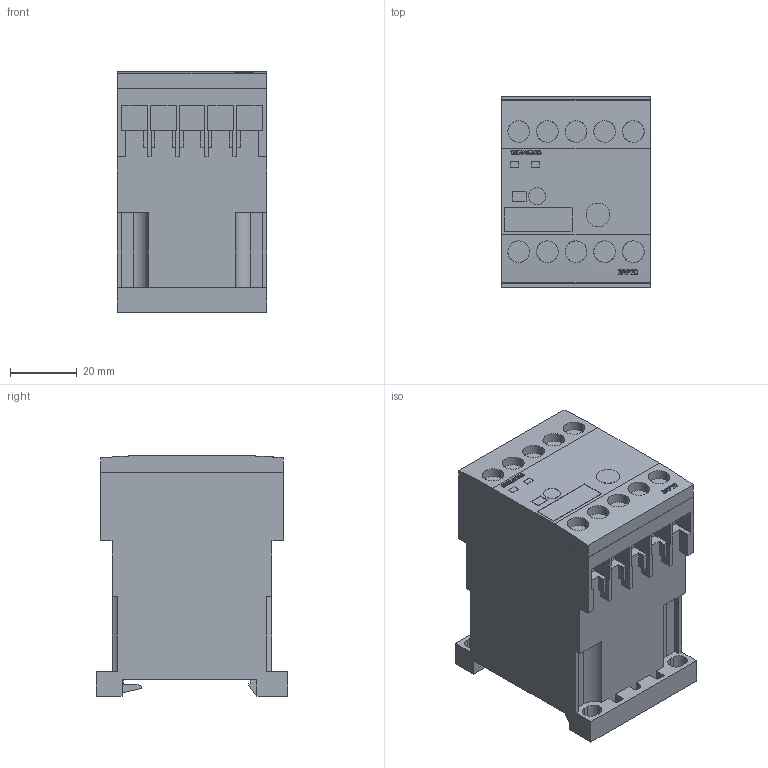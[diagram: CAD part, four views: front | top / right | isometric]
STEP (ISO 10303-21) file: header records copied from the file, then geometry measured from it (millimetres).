
FILE_DESCRIPTION (( 'STEP AP214' ), '1' );
FILE_NAME ('3RP2025_SA.STEP', '2007-01-25T09:26:27', ( 'Günter Reindl' ), ( 'Siemens and Partners' ), 'SwSTEP 2.0', 'SolidWorks 2007', '' );
FILE_SCHEMA (( 'AUTOMOTIVE_DESIGN' ));
Length unit declared in the file: millimetre
Products named in the file (1): 3RP2025_SA
Bounding box: 44.8 x 57.5 x 72.3 mm (x, y, z)
Volume: 147301.7 mm3; surface area: 23763.2 mm2
Topology: 1 solids, 1 shells, 471 faces, 1317 edges, 876 vertices
Faces by surface type: plane 355, bspline 65, cylinder 51
Entity records: 21214 total; most frequent: CARTESIAN_POINT 6910, ORIENTED_EDGE 2634, DIRECTION 2059, EDGE_CURVE 1317, VECTOR 1077, LINE 1077, VERTEX_POINT 876, EDGE_LOOP 519
